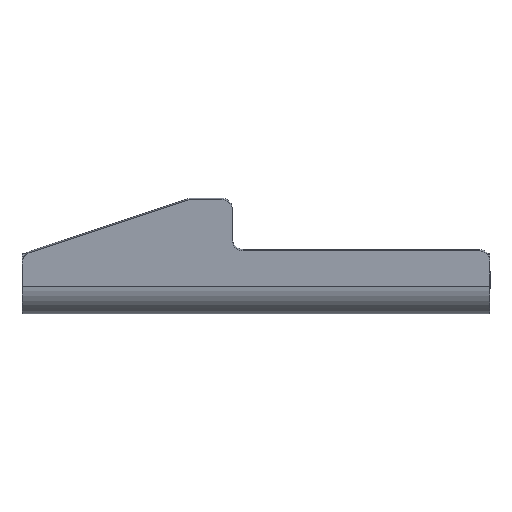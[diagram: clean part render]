
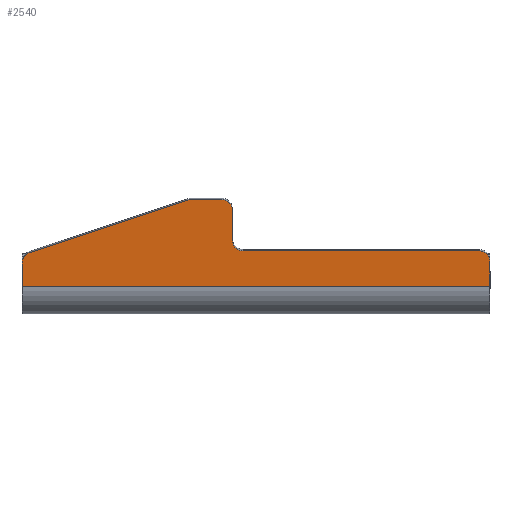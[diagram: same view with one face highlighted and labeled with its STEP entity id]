
A CAD part, left-side view. The second image highlights one B-rep face of the part: STEP entity #2540.
In plain terms, the highlighted planar face has unit normal (-0.996, 0, -0.087).
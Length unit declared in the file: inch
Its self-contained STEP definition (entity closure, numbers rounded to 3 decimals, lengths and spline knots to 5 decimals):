
#55 = CARTESIAN_POINT ( 'NONE',  ( -0.68047, 0.4375, 0.4284 ) ) ;
#72 = DIRECTION ( 'NONE',  ( 0.087, 0., -0.996 ) ) ;
#87 = DIRECTION ( 'NONE',  ( -0.996, 0., -0.087 ) ) ;
#154 = DIRECTION ( 'NONE',  ( 0., 1., 0. ) ) ;
#181 = CARTESIAN_POINT ( 'NONE',  ( -0.67502, -0.9375, 0.36614 ) ) ;
#239 = LINE ( 'NONE', #2357, #363 ) ;
#287 = AXIS2_PLACEMENT_3D ( 'NONE', #4546, #3829, #2767 ) ;
#293 = DIRECTION ( 'NONE',  ( 0.028, 0.949, -0.315 ) ) ;
#342 = LINE ( 'NONE', #1529, #1142 ) ;
#363 = VECTOR ( 'NONE', #1160, 39.37008 ) ;
#374 = VECTOR ( 'NONE', #2905, 39.37008 ) ;
#392 = DIRECTION ( 'NONE',  ( 0.996, 0., 0.087 ) ) ;
#423 = CIRCLE ( 'NONE', #3985, 0.0625 ) ;
#483 = AXIS2_PLACEMENT_3D ( 'NONE', #3175, #392, #1816 ) ;
#636 = CARTESIAN_POINT ( 'NONE',  ( -0.70117, 1.5, 0.665 ) ) ;
#686 = LINE ( 'NONE', #1656, #374 ) ;
#707 = VERTEX_POINT ( 'NONE', #2002 ) ;
#724 = EDGE_CURVE ( 'NONE', #2219, #707, #1506, .T. ) ;
#815 = CARTESIAN_POINT ( 'NONE',  ( -0.70117, 0.5625, 0.665 ) ) ;
#860 = EDGE_CURVE ( 'NONE', #2186, #1553, #1687, .T. ) ;
#1053 = EDGE_LOOP ( 'NONE', ( #2545, #3486, #4149, #1523, #2099, #1703, #1134, #2051, #4192, #2315, #1779, #3160 ) ) ;
#1081 = CARTESIAN_POINT ( 'NONE',  ( -0.67502, 1.5, 0.36614 ) ) ;
#1104 = CARTESIAN_POINT ( 'NONE',  ( -0.69572, 0.5625, 0.60274 ) ) ;
#1134 = ORIENTED_EDGE ( 'NONE', *, *, #2833, .T. ) ;
#1142 = VECTOR ( 'NONE', #2554, 39.37008 ) ;
#1160 = DIRECTION ( 'NONE',  ( -0.087, 0., 0.996 ) ) ;
#1166 = LINE ( 'NONE', #2718, #2622 ) ;
#1184 = CARTESIAN_POINT ( 'NONE',  ( -0.66957, -0.9375, 0.30388 ) ) ;
#1203 = CARTESIAN_POINT ( 'NONE',  ( -0.69572, 0.5, 0.60274 ) ) ;
#1306 = CARTESIAN_POINT ( 'NONE',  ( -0.70089, 0.75962, 0.6618 ) ) ;
#1471 = CARTESIAN_POINT ( 'NONE',  ( -0.68047, 0.5, 0.4284 ) ) ;
#1488 = VERTEX_POINT ( 'NONE', #1306 ) ;
#1506 = CIRCLE ( 'NONE', #287, 0.0625 ) ;
#1523 = ORIENTED_EDGE ( 'NONE', *, *, #724, .T. ) ;
#1529 = CARTESIAN_POINT ( 'NONE',  ( -0.70117, -1., 0.665 ) ) ;
#1553 = VERTEX_POINT ( 'NONE', #3539 ) ;
#1656 = CARTESIAN_POINT ( 'NONE',  ( -0.65696, 1.726, 0.15975 ) ) ;
#1687 = LINE ( 'NONE', #3595, #3504 ) ;
#1690 = PLANE ( 'NONE',  #4125 ) ;
#1702 = DIRECTION ( 'NONE',  ( -0.996, 0., -0.087 ) ) ;
#1703 = ORIENTED_EDGE ( 'NONE', *, *, #4514, .F. ) ;
#1749 = EDGE_CURVE ( 'NONE', #2645, #2324, #239, .T. ) ;
#1779 = ORIENTED_EDGE ( 'NONE', *, *, #1749, .T. ) ;
#1787 = CIRCLE ( 'NONE', #2491, 0.0625 ) ;
#1808 = DIRECTION ( 'NONE',  ( 0., 1., 0. ) ) ;
#1816 = DIRECTION ( 'NONE',  ( -0.087, 0., 0.996 ) ) ;
#1935 = VECTOR ( 'NONE', #1808, 39.37008 ) ;
#1990 = VECTOR ( 'NONE', #154, 39.37008 ) ;
#2002 = CARTESIAN_POINT ( 'NONE',  ( -0.66889, 1.726, 0.29603 ) ) ;
#2051 = ORIENTED_EDGE ( 'NONE', *, *, #2807, .T. ) ;
#2099 = ORIENTED_EDGE ( 'NONE', *, *, #3685, .F. ) ;
#2141 = CIRCLE ( 'NONE', #3570, 0.0625 ) ;
#2186 = VERTEX_POINT ( 'NONE', #815 ) ;
#2192 = VERTEX_POINT ( 'NONE', #181 ) ;
#2219 = VERTEX_POINT ( 'NONE', #3693 ) ;
#2256 = DIRECTION ( 'NONE',  ( 0.087, 0., -0.996 ) ) ;
#2315 = ORIENTED_EDGE ( 'NONE', *, *, #3732, .T. ) ;
#2324 = VERTEX_POINT ( 'NONE', #1203 ) ;
#2357 = CARTESIAN_POINT ( 'NONE',  ( -0.70117, 0.5, 0.665 ) ) ;
#2491 = AXIS2_PLACEMENT_3D ( 'NONE', #55, #3560, #2539 ) ;
#2525 = CARTESIAN_POINT ( 'NONE',  ( -0.66957, -1., 0.30388 ) ) ;
#2539 = DIRECTION ( 'NONE',  ( -0.087, 0., 0.996 ) ) ;
#2540 = ADVANCED_FACE ( 'NONE', ( #2544 ), #1690, .T. ) ;
#2544 = FACE_OUTER_BOUND ( 'NONE', #1053, .T. ) ;
#2545 = ORIENTED_EDGE ( 'NONE', *, *, #860, .T. ) ;
#2554 = DIRECTION ( 'NONE',  ( -0.087, 0., 0.996 ) ) ;
#2555 = DIRECTION ( 'NONE',  ( 0., 1., 0. ) ) ;
#2622 = VECTOR ( 'NONE', #293, 39.37008 ) ;
#2643 = EDGE_CURVE ( 'NONE', #1488, #1553, #3422, .T. ) ;
#2645 = VERTEX_POINT ( 'NONE', #1471 ) ;
#2718 = CARTESIAN_POINT ( 'NONE',  ( -0.70089, 0.75962, 0.6618 ) ) ;
#2767 = DIRECTION ( 'NONE',  ( 0.087, 0., -0.996 ) ) ;
#2807 = EDGE_CURVE ( 'NONE', #3793, #2192, #2141, .T. ) ;
#2833 = EDGE_CURVE ( 'NONE', #4345, #3793, #342, .T. ) ;
#2887 = LINE ( 'NONE', #3995, #1990 ) ;
#2905 = DIRECTION ( 'NONE',  ( -0.087, 0., 0.996 ) ) ;
#2937 = VERTEX_POINT ( 'NONE', #3460 ) ;
#3004 = LINE ( 'NONE', #1081, #1935 ) ;
#3118 = DIRECTION ( 'NONE',  ( -0.087, 0., 0.996 ) ) ;
#3160 = ORIENTED_EDGE ( 'NONE', *, *, #3770, .T. ) ;
#3175 = CARTESIAN_POINT ( 'NONE',  ( -0.69572, 0.73986, 0.60274 ) ) ;
#3225 = CARTESIAN_POINT ( 'NONE',  ( -0.65696, -1., 0.15975 ) ) ;
#3422 = CIRCLE ( 'NONE', #483, 0.0625 ) ;
#3460 = CARTESIAN_POINT ( 'NONE',  ( -0.65696, 1.726, 0.15975 ) ) ;
#3486 = ORIENTED_EDGE ( 'NONE', *, *, #2643, .F. ) ;
#3504 = VECTOR ( 'NONE', #2555, 39.37008 ) ;
#3539 = CARTESIAN_POINT ( 'NONE',  ( -0.70117, 0.73986, 0.665 ) ) ;
#3560 = DIRECTION ( 'NONE',  ( 0.996, 0., 0.087 ) ) ;
#3563 = VERTEX_POINT ( 'NONE', #4422 ) ;
#3570 = AXIS2_PLACEMENT_3D ( 'NONE', #1184, #3934, #2256 ) ;
#3595 = CARTESIAN_POINT ( 'NONE',  ( -0.70117, 1.5, 0.665 ) ) ;
#3685 = EDGE_CURVE ( 'NONE', #2937, #707, #686, .T. ) ;
#3693 = CARTESIAN_POINT ( 'NONE',  ( -0.67405, 1.68326, 0.3551 ) ) ;
#3732 = EDGE_CURVE ( 'NONE', #3563, #2645, #1787, .T. ) ;
#3770 = EDGE_CURVE ( 'NONE', #2324, #2186, #423, .T. ) ;
#3793 = VERTEX_POINT ( 'NONE', #2525 ) ;
#3829 = DIRECTION ( 'NONE',  ( -0.996, 0., -0.087 ) ) ;
#3934 = DIRECTION ( 'NONE',  ( -0.996, 0., -0.087 ) ) ;
#3985 = AXIS2_PLACEMENT_3D ( 'NONE', #1104, #87, #72 ) ;
#3995 = CARTESIAN_POINT ( 'NONE',  ( -0.65696, 1.5, 0.15975 ) ) ;
#4115 = EDGE_CURVE ( 'NONE', #1488, #2219, #1166, .T. ) ;
#4125 = AXIS2_PLACEMENT_3D ( 'NONE', #636, #1702, #3118 ) ;
#4149 = ORIENTED_EDGE ( 'NONE', *, *, #4115, .T. ) ;
#4192 = ORIENTED_EDGE ( 'NONE', *, *, #4408, .T. ) ;
#4345 = VERTEX_POINT ( 'NONE', #3225 ) ;
#4408 = EDGE_CURVE ( 'NONE', #2192, #3563, #3004, .T. ) ;
#4422 = CARTESIAN_POINT ( 'NONE',  ( -0.67502, 0.4375, 0.36614 ) ) ;
#4514 = EDGE_CURVE ( 'NONE', #4345, #2937, #2887, .T. ) ;
#4546 = CARTESIAN_POINT ( 'NONE',  ( -0.66889, 1.6635, 0.29603 ) ) ;
